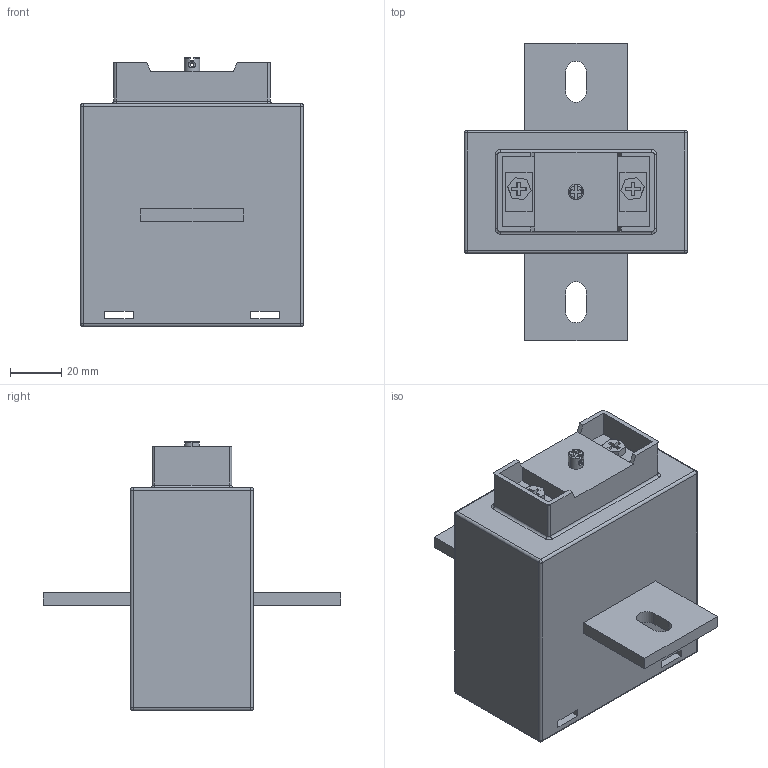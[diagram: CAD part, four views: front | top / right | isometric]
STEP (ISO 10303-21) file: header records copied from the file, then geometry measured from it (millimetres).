
FILE_DESCRIPTION (( 'STEP AP203' ), '1' );
FILE_NAME ('ﾒﾒﾝ-ﾀ ⅳ 600 蒡 1000-5ﾀ.STEP', '2018-05-24T09:59:41', ( '' ), ( '' ), 'SwSTEP 2.0', 'SolidWorks 2017', '' );
FILE_SCHEMA (( 'CONFIG_CONTROL_DESIGN' ));
Length unit declared in the file: millimetre
Products named in the file (1): ﾒﾒﾝ-ﾀ ⅳ 600 蒡 1000-5ﾀ
Bounding box: 87 x 116 x 105 mm (x, y, z)
Volume: 393017.6 mm3; surface area: 44569.5 mm2
Topology: 1 solids, 1 shells, 159 faces, 412 edges, 257 vertices
Faces by surface type: plane 112, cylinder 28, sphere 8, torus 7, bspline 4
Entity records: 5239 total; most frequent: CARTESIAN_POINT 1313, ORIENTED_EDGE 808, DIRECTION 764, EDGE_CURVE 404, LINE 316, VECTOR 316, VERTEX_POINT 257, AXIS2_PLACEMENT_3D 224
